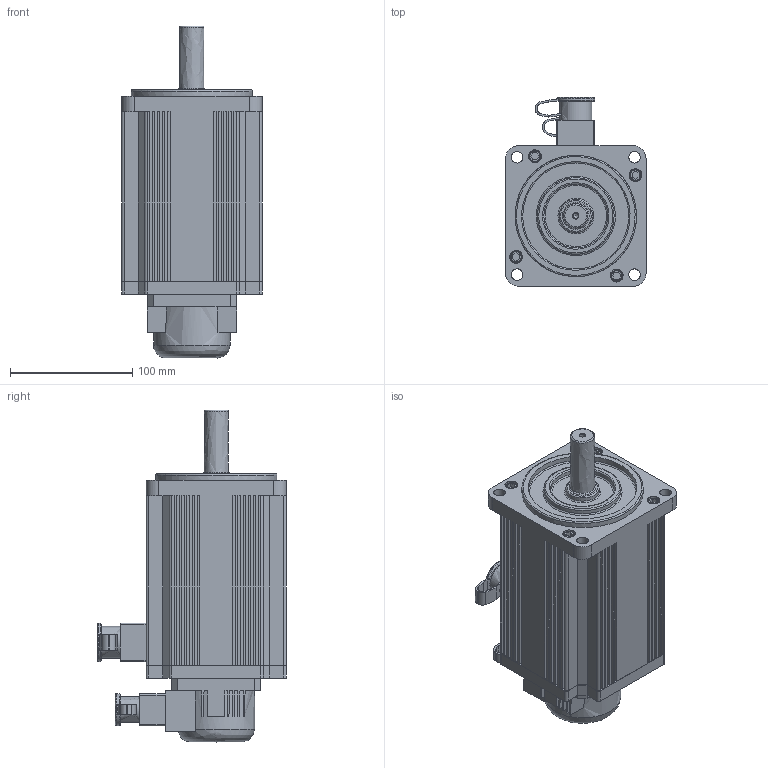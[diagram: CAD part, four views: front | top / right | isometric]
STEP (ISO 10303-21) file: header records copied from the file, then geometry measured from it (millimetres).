
FILE_DESCRIPTION(('FreeCAD Model'),'2;1');
FILE_NAME('Open CASCADE Shape Model','2025-05-03T04:22:45',('FreeCAD'),( 'FreeCAD'),'Open CASCADE STEP processor 7.6','FreeCAD','Unknown');
FILE_SCHEMA(('AUTOMOTIVE_DESIGN { 1 0 10303 214 1 1 1 1 }'));
Length unit declared in the file: millimetre
Products named in the file (1): Open CASCADE STEP translator 7.6 1
Bounding box: 115.37 x 154.81 x 271.96 mm (x, y, z)
Volume: 2174686.1 mm3; surface area: 193550 mm2
Topology: 1 solids, 1 shells, 715 faces, 1906 edges, 1227 vertices
Faces by surface type: bspline 715
Entity records: 20698 total; most frequent: CARTESIAN_POINT 9267, ORIENTED_EDGE 3810, EDGE_CURVE 1905, B_SPLINE_CURVE_WITH_KNOTS 1633, VERTEX_POINT 1227, FACE_BOUND 762, EDGE_LOOP 762, ADVANCED_FACE 715
